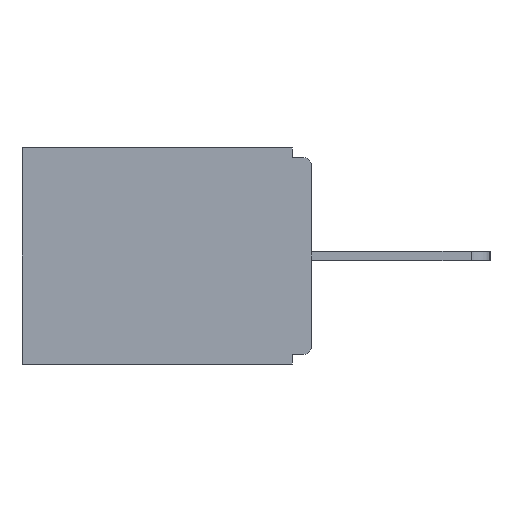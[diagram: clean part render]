
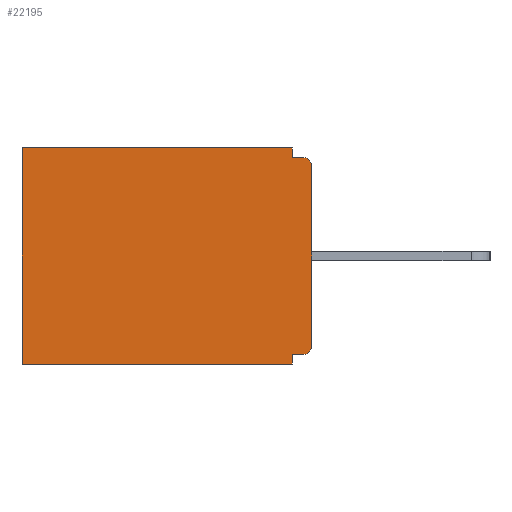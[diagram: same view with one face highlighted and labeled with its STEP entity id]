
A CAD part, left-side view. The second image highlights one B-rep face of the part: STEP entity #22195.
In plain terms, the highlighted planar face has unit normal (-1, 0, 0).
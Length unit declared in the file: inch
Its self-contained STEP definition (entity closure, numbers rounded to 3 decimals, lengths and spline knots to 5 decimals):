
#126 = CARTESIAN_POINT ( 'NONE',  ( 0.298, 0.015, -0.328 ) ) ;
#200 = FACE_OUTER_BOUND ( 'NONE', #16140, .T. ) ;
#290 = DIRECTION ( 'NONE',  ( 0., 0., -1. ) ) ;
#327 = ORIENTED_EDGE ( 'NONE', *, *, #6642, .F. ) ;
#610 = VERTEX_POINT ( 'NONE', #12872 ) ;
#841 = DIRECTION ( 'NONE',  ( 1., 0., 0. ) ) ;
#1033 = CARTESIAN_POINT ( 'NONE',  ( 0.298, 0.46, 0. ) ) ;
#1274 = EDGE_CURVE ( 'NONE', #20016, #610, #23131, .T. ) ;
#1514 = VECTOR ( 'NONE', #12458, 39.37008 ) ;
#1733 = CARTESIAN_POINT ( 'NONE',  ( 0.298, 0., -0.328 ) ) ;
#1765 = ORIENTED_EDGE ( 'NONE', *, *, #1274, .F. ) ;
#2395 = CARTESIAN_POINT ( 'NONE',  ( 0.298, 0., 0. ) ) ;
#2536 = EDGE_CURVE ( 'NONE', #2817, #17196, #10893, .T. ) ;
#2764 = VECTOR ( 'NONE', #17506, 39.37008 ) ;
#2817 = VERTEX_POINT ( 'NONE', #8934 ) ;
#4389 = DIRECTION ( 'NONE',  ( 0., 0., -1. ) ) ;
#4404 = DIRECTION ( 'NONE',  ( 0., -1., 0. ) ) ;
#5465 = CARTESIAN_POINT ( 'NONE',  ( 0.298, 0.031, -0.015 ) ) ;
#5551 = CARTESIAN_POINT ( 'NONE',  ( 0.298, 0.015, -0.015 ) ) ;
#5661 = EDGE_CURVE ( 'NONE', #11314, #9681, #12896, .T. ) ;
#5912 = DIRECTION ( 'NONE',  ( 0., 1., 0. ) ) ;
#6384 = LINE ( 'NONE', #22188, #9576 ) ;
#6623 = VERTEX_POINT ( 'NONE', #5465 ) ;
#6642 = EDGE_CURVE ( 'NONE', #14381, #20016, #11445, .T. ) ;
#7125 = VERTEX_POINT ( 'NONE', #18016 ) ;
#8116 = EDGE_CURVE ( 'NONE', #14381, #19503, #12798, .T. ) ;
#8146 = VECTOR ( 'NONE', #4404, 39.37008 ) ;
#8934 = CARTESIAN_POINT ( 'NONE',  ( 0.298, 0., -0.03 ) ) ;
#9065 = VECTOR ( 'NONE', #15320, 39.37008 ) ;
#9576 = VECTOR ( 'NONE', #5912, 39.37008 ) ;
#9681 = VERTEX_POINT ( 'NONE', #12817 ) ;
#9753 = CARTESIAN_POINT ( 'NONE',  ( 0.298, 0.031, -0.343 ) ) ;
#9891 = VECTOR ( 'NONE', #290, 39.37008 ) ;
#9905 = CARTESIAN_POINT ( 'NONE',  ( 0.298, 0., -0.015 ) ) ;
#10378 = DIRECTION ( 'NONE',  ( -1., 0., 0. ) ) ;
#10576 = ORIENTED_EDGE ( 'NONE', *, *, #21598, .F. ) ;
#10893 = CIRCLE ( 'NONE', #22354, 0.015 ) ;
#11163 = CARTESIAN_POINT ( 'NONE',  ( 0.298, 0., -0.313 ) ) ;
#11314 = VERTEX_POINT ( 'NONE', #1033 ) ;
#11445 = LINE ( 'NONE', #1733, #1514 ) ;
#12021 = CARTESIAN_POINT ( 'NONE',  ( 0.298, 0., 0. ) ) ;
#12368 = VECTOR ( 'NONE', #4389, 39.37008 ) ;
#12427 = AXIS2_PLACEMENT_3D ( 'NONE', #15256, #15329, #17514 ) ;
#12458 = DIRECTION ( 'NONE',  ( 0., 1., 0. ) ) ;
#12633 = CARTESIAN_POINT ( 'NONE',  ( 0.298, 0.031, -0.343 ) ) ;
#12685 = ORIENTED_EDGE ( 'NONE', *, *, #20957, .T. ) ;
#12798 = CIRCLE ( 'NONE', #12427, 0.015 ) ;
#12817 = CARTESIAN_POINT ( 'NONE',  ( 0.298, 0.46, -0.343 ) ) ;
#12872 = CARTESIAN_POINT ( 'NONE',  ( 0.298, 0.031, -0.343 ) ) ;
#12896 = LINE ( 'NONE', #15041, #2764 ) ;
#13060 = LINE ( 'NONE', #9905, #8146 ) ;
#13856 = LINE ( 'NONE', #9753, #23449 ) ;
#13872 = DIRECTION ( 'NONE',  ( 0., 0., -1. ) ) ;
#13945 = LINE ( 'NONE', #2395, #9065 ) ;
#14381 = VERTEX_POINT ( 'NONE', #126 ) ;
#14731 = LINE ( 'NONE', #20495, #9891 ) ;
#15041 = CARTESIAN_POINT ( 'NONE',  ( 0.298, 0.46, 0. ) ) ;
#15256 = CARTESIAN_POINT ( 'NONE',  ( 0.298, 0.015, -0.313 ) ) ;
#15320 = DIRECTION ( 'NONE',  ( 0., 1., 0. ) ) ;
#15329 = DIRECTION ( 'NONE',  ( -1., 0., 0. ) ) ;
#16117 = ORIENTED_EDGE ( 'NONE', *, *, #5661, .T. ) ;
#16140 = EDGE_LOOP ( 'NONE', ( #18119, #10576, #19043, #12685, #16117, #17742, #1765, #327, #16153, #23649 ) ) ;
#16153 = ORIENTED_EDGE ( 'NONE', *, *, #8116, .T. ) ;
#16366 = CARTESIAN_POINT ( 'NONE',  ( 0.298, 0.031, -0.328 ) ) ;
#16660 = EDGE_CURVE ( 'NONE', #610, #9681, #6384, .T. ) ;
#17196 = VERTEX_POINT ( 'NONE', #5551 ) ;
#17506 = DIRECTION ( 'NONE',  ( 0., 0., -1. ) ) ;
#17514 = DIRECTION ( 'NONE',  ( 0., 0., -1. ) ) ;
#17742 = ORIENTED_EDGE ( 'NONE', *, *, #16660, .F. ) ;
#18016 = CARTESIAN_POINT ( 'NONE',  ( 0.298, 0.031, 0. ) ) ;
#18119 = ORIENTED_EDGE ( 'NONE', *, *, #2536, .T. ) ;
#18707 = AXIS2_PLACEMENT_3D ( 'NONE', #12021, #841, #13872 ) ;
#19043 = ORIENTED_EDGE ( 'NONE', *, *, #23275, .F. ) ;
#19503 = VERTEX_POINT ( 'NONE', #11163 ) ;
#20016 = VERTEX_POINT ( 'NONE', #16366 ) ;
#20249 = CARTESIAN_POINT ( 'NONE',  ( 0.298, 0.015, -0.03 ) ) ;
#20495 = CARTESIAN_POINT ( 'NONE',  ( 0.298, 0., 0. ) ) ;
#20957 = EDGE_CURVE ( 'NONE', #7125, #11314, #13945, .T. ) ;
#21598 = EDGE_CURVE ( 'NONE', #6623, #17196, #13060, .T. ) ;
#21996 = EDGE_CURVE ( 'NONE', #2817, #19503, #14731, .T. ) ;
#22188 = CARTESIAN_POINT ( 'NONE',  ( 0.298, 0., -0.343 ) ) ;
#22195 = ADVANCED_FACE ( 'NONE', ( #200 ), #22804, .F. ) ;
#22354 = AXIS2_PLACEMENT_3D ( 'NONE', #20249, #10378, #23774 ) ;
#22442 = DIRECTION ( 'NONE',  ( 0., 0., -1. ) ) ;
#22804 = PLANE ( 'NONE',  #18707 ) ;
#23131 = LINE ( 'NONE', #12633, #12368 ) ;
#23275 = EDGE_CURVE ( 'NONE', #7125, #6623, #13856, .T. ) ;
#23449 = VECTOR ( 'NONE', #22442, 39.37008 ) ;
#23649 = ORIENTED_EDGE ( 'NONE', *, *, #21996, .F. ) ;
#23774 = DIRECTION ( 'NONE',  ( 0., 0., -1. ) ) ;
